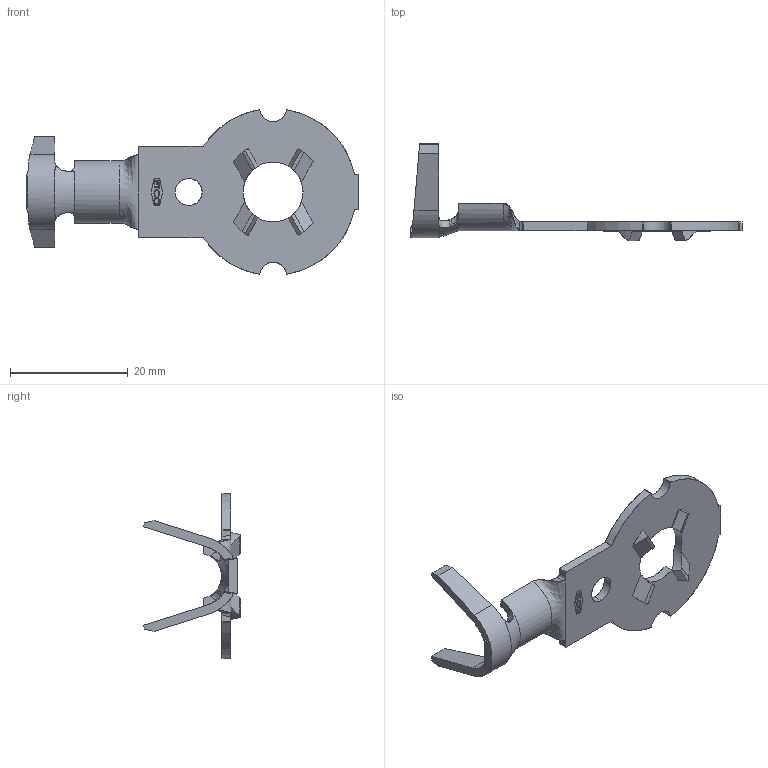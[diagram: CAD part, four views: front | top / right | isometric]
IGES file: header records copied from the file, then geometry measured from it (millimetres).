
Start section: SolidWorks IGES file using analytic representation for surfaces
Global section: file name: BT204E.IGS; native system: SolidWorks 2022; preprocessor: SolidWorks 2022; author: sknight; date: 240227.115330; units: inch
Bounding box: 56.39 x 16.51 x 27.91 mm (x, y, z)
Surface area: 2445.1 mm2 (no closed solid volume)
Topology: 0 solids, 0 shells, 170 faces, 1698 edges, 1698 vertices
Faces by surface type: bspline 124, revolution 46
